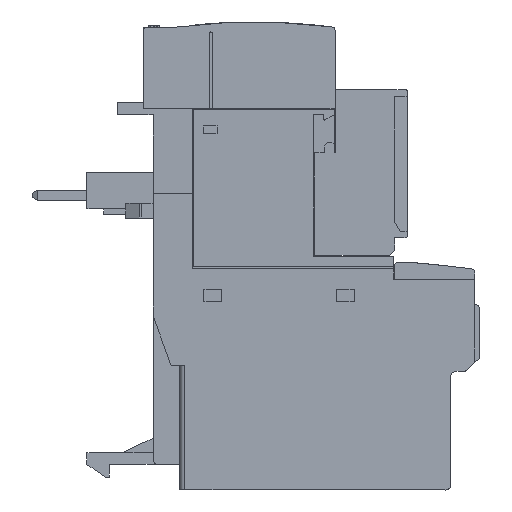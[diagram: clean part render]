
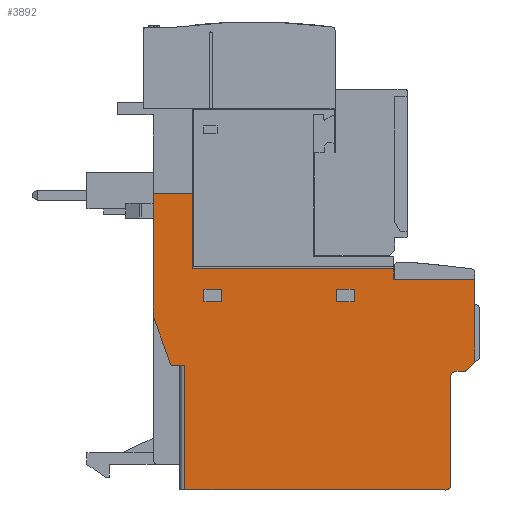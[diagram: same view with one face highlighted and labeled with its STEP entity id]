
A CAD part, left-side view. The second image highlights one B-rep face of the part: STEP entity #3892.
In plain terms, the highlighted planar face has unit normal (-1, 0, 0).
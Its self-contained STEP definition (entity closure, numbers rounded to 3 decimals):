
#3892=ADVANCED_FACE('',(#7876,#7877,#7878),#7879,.T.);
#7876=FACE_OUTER_BOUND('',#11864,.T.);
#7877=FACE_BOUND('',#11865,.T.);
#7878=FACE_BOUND('',#11866,.T.);
#7879=PLANE('',#11867);
#11864=EDGE_LOOP('',(#24319,#24320,#24321,#24322,#24323,#24324,#24325,#24326,#24327,#24328,#24329,#24330,#24331,#24332,#24333,#24334,#24335,#24336,#24337,#24338));
#11865=EDGE_LOOP('',(#24339,#24340,#24341,#24342));
#11866=EDGE_LOOP('',(#24343,#24344,#24345,#24346));
#11867=AXIS2_PLACEMENT_3D('',#24347,#24348,#24349);
#24319=ORIENTED_EDGE('',*,*,#29392,.F.);
#24320=ORIENTED_EDGE('',*,*,#29393,.F.);
#24321=ORIENTED_EDGE('',*,*,#29394,.F.);
#24322=ORIENTED_EDGE('',*,*,#29395,.F.);
#24323=ORIENTED_EDGE('',*,*,#28524,.F.);
#24324=ORIENTED_EDGE('',*,*,#29012,.F.);
#24325=ORIENTED_EDGE('',*,*,#29384,.T.);
#24326=ORIENTED_EDGE('',*,*,#29388,.T.);
#24327=ORIENTED_EDGE('',*,*,#29215,.T.);
#24328=ORIENTED_EDGE('',*,*,#29203,.T.);
#24329=ORIENTED_EDGE('',*,*,#29207,.F.);
#24330=ORIENTED_EDGE('',*,*,#29396,.T.);
#24331=ORIENTED_EDGE('',*,*,#29397,.F.);
#24332=ORIENTED_EDGE('',*,*,#29398,.F.);
#24333=ORIENTED_EDGE('',*,*,#29399,.F.);
#24334=ORIENTED_EDGE('',*,*,#29400,.T.);
#24335=ORIENTED_EDGE('',*,*,#29401,.F.);
#24336=ORIENTED_EDGE('',*,*,#29402,.T.);
#24337=ORIENTED_EDGE('',*,*,#28947,.F.);
#24338=ORIENTED_EDGE('',*,*,#24911,.T.);
#24339=ORIENTED_EDGE('',*,*,#29343,.T.);
#24340=ORIENTED_EDGE('',*,*,#29335,.T.);
#24341=ORIENTED_EDGE('',*,*,#29329,.T.);
#24342=ORIENTED_EDGE('',*,*,#29341,.T.);
#24343=ORIENTED_EDGE('',*,*,#29360,.T.);
#24344=ORIENTED_EDGE('',*,*,#29352,.T.);
#24345=ORIENTED_EDGE('',*,*,#29346,.T.);
#24346=ORIENTED_EDGE('',*,*,#29358,.T.);
#24347=CARTESIAN_POINT('',(0.05,36.42,26.078));
#24348=DIRECTION('',(-1.0,0.0,0.0));
#24349=DIRECTION('',(0.0,1.0,0.0));
#24911=EDGE_CURVE('',#30144,#30127,#30145,.T.);
#28524=EDGE_CURVE('',#35542,#35544,#35545,.T.);
#28947=EDGE_CURVE('',#30144,#36164,#36165,.T.);
#29012=EDGE_CURVE('',#36263,#35542,#36265,.T.);
#29203=EDGE_CURVE('',#36530,#36534,#36536,.T.);
#29207=EDGE_CURVE('',#36539,#36534,#36541,.T.);
#29215=EDGE_CURVE('',#36553,#36530,#36554,.T.);
#29329=EDGE_CURVE('',#36705,#36703,#36706,.T.);
#29335=EDGE_CURVE('',#36712,#36705,#36713,.T.);
#29341=EDGE_CURVE('',#36703,#36718,#36720,.T.);
#29343=EDGE_CURVE('',#36718,#36712,#36722,.T.);
#29346=EDGE_CURVE('',#36726,#36724,#36727,.T.);
#29352=EDGE_CURVE('',#36733,#36726,#36734,.T.);
#29358=EDGE_CURVE('',#36724,#36739,#36741,.T.);
#29360=EDGE_CURVE('',#36739,#36733,#36743,.T.);
#29384=EDGE_CURVE('',#36263,#36771,#36772,.T.);
#29388=EDGE_CURVE('',#36771,#36553,#36777,.T.);
#29392=EDGE_CURVE('',#36781,#30127,#36782,.T.);
#29393=EDGE_CURVE('',#36783,#36781,#36784,.T.);
#29394=EDGE_CURVE('',#36785,#36783,#36786,.T.);
#29395=EDGE_CURVE('',#35544,#36785,#36787,.T.);
#29396=EDGE_CURVE('',#36539,#36788,#36789,.T.);
#29397=EDGE_CURVE('',#36790,#36788,#36791,.T.);
#29398=EDGE_CURVE('',#36792,#36790,#36793,.T.);
#29399=EDGE_CURVE('',#36794,#36792,#36795,.T.);
#29400=EDGE_CURVE('',#36794,#36796,#36797,.T.);
#29401=EDGE_CURVE('',#36798,#36796,#36799,.T.);
#29402=EDGE_CURVE('',#36798,#36164,#36800,.T.);
#30127=VERTEX_POINT('',#38101);
#30144=VERTEX_POINT('',#38126);
#30145=LINE('',#38127,#38128);
#35542=VERTEX_POINT('',#46052);
#35544=VERTEX_POINT('',#46055);
#35545=LINE('',#46056,#46057);
#36164=VERTEX_POINT('',#46979);
#36165=LINE('',#46980,#46981);
#36263=VERTEX_POINT('',#47126);
#36265=LINE('',#47129,#47130);
#36530=VERTEX_POINT('',#47513);
#36534=VERTEX_POINT('',#47518);
#36536=LINE('',#47520,#47521);
#36539=VERTEX_POINT('',#47525);
#36541=LINE('',#47528,#47529);
#36553=VERTEX_POINT('',#47546);
#36554=LINE('',#47547,#47548);
#36703=VERTEX_POINT('',#47768);
#36705=VERTEX_POINT('',#47771);
#36706=LINE('',#47772,#47773);
#36712=VERTEX_POINT('',#47782);
#36713=LINE('',#47783,#47784);
#36718=VERTEX_POINT('',#47791);
#36720=LINE('',#47794,#47795);
#36722=LINE('',#47797,#47798);
#36724=VERTEX_POINT('',#47800);
#36726=VERTEX_POINT('',#47803);
#36727=LINE('',#47804,#47805);
#36733=VERTEX_POINT('',#47814);
#36734=LINE('',#47815,#47816);
#36739=VERTEX_POINT('',#47823);
#36741=LINE('',#47826,#47827);
#36743=LINE('',#47829,#47830);
#36771=VERTEX_POINT('',#47867);
#36772=CIRCLE('',#47868,1.);
#36777=LINE('',#47874,#47875);
#36781=VERTEX_POINT('',#47880);
#36782=LINE('',#47881,#47882);
#36783=VERTEX_POINT('',#47883);
#36784=LINE('',#47884,#47885);
#36785=VERTEX_POINT('',#47886);
#36786=LINE('',#47887,#47888);
#36787=LINE('',#47889,#47890);
#36788=VERTEX_POINT('',#47891);
#36789=CIRCLE('',#47892,1.);
#36790=VERTEX_POINT('',#47893);
#36791=LINE('',#47894,#47895);
#36792=VERTEX_POINT('',#47896);
#36793=CIRCLE('',#47897,1.);
#36794=VERTEX_POINT('',#47898);
#36795=LINE('',#47899,#47900);
#36796=VERTEX_POINT('',#47901);
#36797=CIRCLE('',#47902,1.);
#36798=VERTEX_POINT('',#47903);
#36799=LINE('',#47904,#47905);
#36800=CIRCLE('',#47906,1.);
#38101=CARTESIAN_POINT('',(0.05,16.7,41.));
#38126=CARTESIAN_POINT('',(0.05,1.,41.));
#38127=CARTESIAN_POINT('',(0.05,22.635,41.));
#38128=VECTOR('',#48548,1.0);
#46052=CARTESIAN_POINT('',(0.05,63.7,57.82));
#46055=CARTESIAN_POINT('',(0.05,56.05,57.82));
#46056=CARTESIAN_POINT('',(0.05,63.7,57.82));
#46057=VECTOR('',#51986,1.0);
#46979=CARTESIAN_POINT('',(0.05,1.,25.321));
#46980=CARTESIAN_POINT('',(0.05,1.,41.));
#46981=VECTOR('',#52308,1.0);
#47126=CARTESIAN_POINT('',(0.05,63.7,34.092));
#47129=CARTESIAN_POINT('',(0.05,63.7,6.));
#47130=VECTOR('',#52363,1.0);
#47513=CARTESIAN_POINT('',(0.05,57.5,24.3));
#47518=CARTESIAN_POINT('',(0.05,57.5,0.));
#47520=CARTESIAN_POINT('',(0.05,57.5,13.039));
#47521=VECTOR('',#52534,1.0);
#47525=CARTESIAN_POINT('',(0.05,6.7,0.));
#47528=CARTESIAN_POINT('',(0.05,6.7,0.0));
#47529=VECTOR('',#52537,1.0);
#47546=CARTESIAN_POINT('',(0.05,60.2,24.3));
#47547=CARTESIAN_POINT('',(0.05,47.885,24.3));
#47548=VECTOR('',#52543,1.0);
#47768=CARTESIAN_POINT('',(0.05,28.0,36.65));
#47771=CARTESIAN_POINT('',(0.05,24.5,36.65));
#47772=CARTESIAN_POINT('',(0.05,31.335,36.65));
#47773=VECTOR('',#52616,1.0);
#47782=CARTESIAN_POINT('',(0.05,24.5,39.15));
#47783=CARTESIAN_POINT('',(0.05,24.5,31.989));
#47784=VECTOR('',#52620,1.0);
#47791=CARTESIAN_POINT('',(0.05,28.0,39.15));
#47794=CARTESIAN_POINT('',(0.05,28.0,31.989));
#47795=VECTOR('',#52624,1.0);
#47797=CARTESIAN_POINT('',(0.05,31.335,39.15));
#47798=VECTOR('',#52625,1.0);
#47800=CARTESIAN_POINT('',(0.05,53.8,36.65));
#47803=CARTESIAN_POINT('',(0.05,50.3,36.65));
#47804=CARTESIAN_POINT('',(0.05,44.235,36.65));
#47805=VECTOR('',#52627,1.0);
#47814=CARTESIAN_POINT('',(0.05,50.3,39.15));
#47815=CARTESIAN_POINT('',(0.05,50.3,31.989));
#47816=VECTOR('',#52631,1.0);
#47823=CARTESIAN_POINT('',(0.05,53.8,39.15));
#47826=CARTESIAN_POINT('',(0.05,53.8,31.989));
#47827=VECTOR('',#52635,1.0);
#47829=CARTESIAN_POINT('',(0.05,44.235,39.15));
#47830=VECTOR('',#52636,1.0);
#47867=CARTESIAN_POINT('',(0.05,63.639,33.75));
#47868=AXIS2_PLACEMENT_3D('',#52655,#52656,#52657);
#47874=CARTESIAN_POINT('',(0.05,59.955,23.626));
#47875=VECTOR('',#52662,1.0);
#47880=CARTESIAN_POINT('',(0.05,16.85,41.));
#47881=CARTESIAN_POINT('',(0.05,16.85,41.));
#47882=VECTOR('',#52664,1.0);
#47883=CARTESIAN_POINT('',(0.05,16.85,43.12));
#47884=CARTESIAN_POINT('',(0.05,16.85,43.12));
#47885=VECTOR('',#52665,1.0);
#47886=CARTESIAN_POINT('',(0.05,56.05,43.12));
#47887=CARTESIAN_POINT('',(0.05,56.05,43.12));
#47888=VECTOR('',#52666,1.0);
#47889=CARTESIAN_POINT('',(0.05,56.05,57.82));
#47890=VECTOR('',#52667,1.0);
#47891=CARTESIAN_POINT('',(0.05,5.7,1.0));
#47892=AXIS2_PLACEMENT_3D('',#52668,#52669,#52670);
#47893=CARTESIAN_POINT('',(0.05,5.7,22.1));
#47894=CARTESIAN_POINT('',(0.05,5.7,22.1));
#47895=VECTOR('',#52671,1.0);
#47896=CARTESIAN_POINT('',(0.05,4.7,23.1));
#47897=AXIS2_PLACEMENT_3D('',#52672,#52673,#52674);
#47898=CARTESIAN_POINT('',(0.05,3.221,23.1));
#47899=CARTESIAN_POINT('',(0.05,3.221,23.1));
#47900=VECTOR('',#52675,1.0);
#47901=CARTESIAN_POINT('',(0.05,2.514,23.393));
#47902=AXIS2_PLACEMENT_3D('',#52676,#52677,#52678);
#47903=CARTESIAN_POINT('',(0.05,1.293,24.614));
#47904=CARTESIAN_POINT('',(0.05,1.293,24.614));
#47905=VECTOR('',#52679,1.0);
#47906=AXIS2_PLACEMENT_3D('',#52680,#52681,#52682);
#48548=DIRECTION('',(0.0,1.0,0.0));
#51986=DIRECTION('',(0.0,-1.0,0.0));
#52308=DIRECTION('',(0.0,0.0,-1.0));
#52363=DIRECTION('',(0.0,0.0,1.0));
#52534=DIRECTION('',(0.0,0.0,-1.0));
#52537=DIRECTION('',(0.0,1.,0.));
#52543=DIRECTION('',(0.0,-1.0,0.0));
#52616=DIRECTION('',(0.0,1.0,0.0));
#52620=DIRECTION('',(0.0,0.0,-1.0));
#52624=DIRECTION('',(0.0,0.0,1.0));
#52625=DIRECTION('',(0.0,-1.0,0.0));
#52627=DIRECTION('',(0.0,1.0,0.0));
#52631=DIRECTION('',(0.0,0.0,-1.0));
#52635=DIRECTION('',(0.0,0.0,1.0));
#52636=DIRECTION('',(0.0,-1.0,0.0));
#52655=CARTESIAN_POINT('',(0.05,62.7,34.092));
#52656=DIRECTION('',(-1.0,0.0,0.0));
#52657=DIRECTION('',(0.0,1.,0.));
#52662=DIRECTION('',(0.0,-0.342,-0.94));
#52664=DIRECTION('',(0.0,-1.0,0.0));
#52665=DIRECTION('',(0.0,0.0,-1.0));
#52666=DIRECTION('',(0.0,-1.,0.));
#52667=DIRECTION('',(0.0,0.0,-1.0));
#52668=CARTESIAN_POINT('',(0.05,6.7,1.));
#52669=DIRECTION('',(-1.0,-0.0,0.0));
#52670=DIRECTION('',(0.0,0.,-1.0));
#52671=DIRECTION('',(0.0,0.0,-1.0));
#52672=CARTESIAN_POINT('',(0.05,4.7,22.1));
#52673=DIRECTION('',(-1.0,0.0,0.0));
#52674=DIRECTION('',(0.0,0.,1.));
#52675=DIRECTION('',(0.0,1.0,0.0));
#52676=CARTESIAN_POINT('',(0.05,3.221,24.1));
#52677=DIRECTION('',(-1.0,0.0,0.0));
#52678=DIRECTION('',(0.0,0.,-1.));
#52679=DIRECTION('',(0.0,0.707,-0.707));
#52680=CARTESIAN_POINT('',(0.05,2.,25.321));
#52681=DIRECTION('',(-1.0,-0.0,0.0));
#52682=DIRECTION('',(0.0,-0.707,-0.707));
